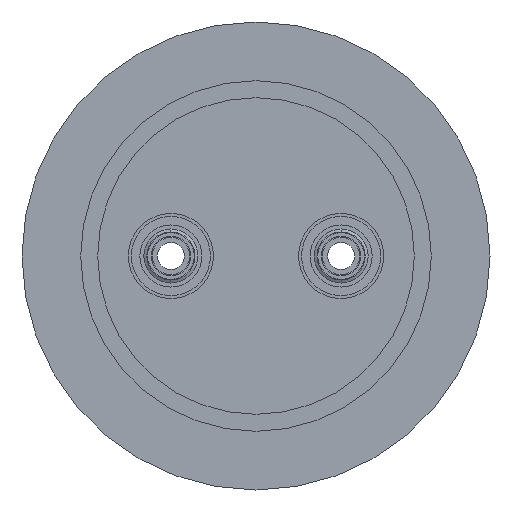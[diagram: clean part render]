
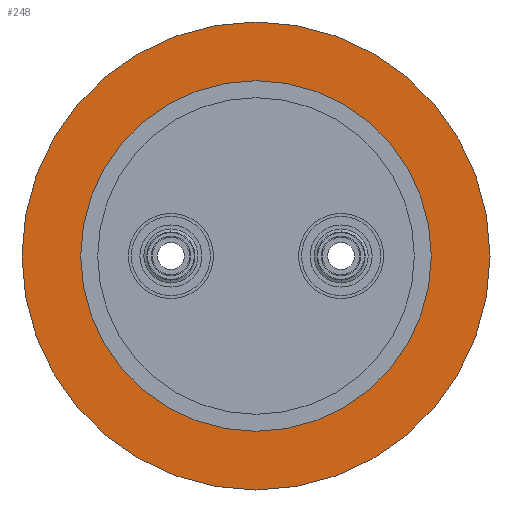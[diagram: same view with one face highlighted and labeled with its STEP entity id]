
A CAD part, left-side view. The second image highlights one B-rep face of the part: STEP entity #248.
In plain terms, the highlighted planar face has unit normal (-1, 0, 0).
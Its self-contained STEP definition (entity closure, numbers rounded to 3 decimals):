
#85 = EDGE_LOOP ( 'NONE', ( #1353, #1979 ) ) ;
#144 = FACE_BOUND ( 'NONE', #1321, .T. ) ;
#173 = CIRCLE ( 'NONE', #242, 20.6 ) ;
#178 = CARTESIAN_POINT ( 'NONE',  ( 0., 0., 0. ) ) ;
#202 = DIRECTION ( 'NONE',  ( -1., 0., 0. ) ) ;
#208 = DIRECTION ( 'NONE',  ( 0., 0., 1. ) ) ;
#242 = AXIS2_PLACEMENT_3D ( 'NONE', #1354, #927, #1357 ) ;
#248 = ADVANCED_FACE ( 'NONE', ( #144, #277 ), #648, .F. ) ;
#277 = FACE_OUTER_BOUND ( 'NONE', #85, .T. ) ;
#413 = ORIENTED_EDGE ( 'NONE', *, *, #419, .F. ) ;
#419 = EDGE_CURVE ( 'NONE', #1450, #1879, #1340, .T. ) ;
#427 = DIRECTION ( 'NONE',  ( -1., 0., 0. ) ) ;
#498 = DIRECTION ( 'NONE',  ( 1., 0., 0. ) ) ;
#520 = CARTESIAN_POINT ( 'NONE',  ( 0., 0., -20.6 ) ) ;
#648 = PLANE ( 'NONE',  #1370 ) ;
#655 = VERTEX_POINT ( 'NONE', #705 ) ;
#692 = CARTESIAN_POINT ( 'NONE',  ( 0., 0., 20.6 ) ) ;
#697 = AXIS2_PLACEMENT_3D ( 'NONE', #1994, #427, #1392 ) ;
#705 = CARTESIAN_POINT ( 'NONE',  ( 0., 0., 27.5 ) ) ;
#781 = CARTESIAN_POINT ( 'NONE',  ( 0., 0., -27.5 ) ) ;
#875 = CIRCLE ( 'NONE', #1367, 27.5 ) ;
#924 = AXIS2_PLACEMENT_3D ( 'NONE', #178, #202, #208 ) ;
#927 = DIRECTION ( 'NONE',  ( -1., 0., 0. ) ) ;
#963 = EDGE_CURVE ( 'NONE', #1069, #655, #875, .T. ) ;
#1069 = VERTEX_POINT ( 'NONE', #1694 ) ;
#1206 = EDGE_CURVE ( 'NONE', #1879, #1450, #173, .T. ) ;
#1293 = CIRCLE ( 'NONE', #924, 27.5 ) ;
#1320 = EDGE_CURVE ( 'NONE', #655, #1069, #1293, .T. ) ;
#1321 = EDGE_LOOP ( 'NONE', ( #413, #1327 ) ) ;
#1327 = ORIENTED_EDGE ( 'NONE', *, *, #1206, .F. ) ;
#1340 = CIRCLE ( 'NONE', #697, 20.6 ) ;
#1353 = ORIENTED_EDGE ( 'NONE', *, *, #1320, .T. ) ;
#1354 = CARTESIAN_POINT ( 'NONE',  ( 0., 0., 0. ) ) ;
#1357 = DIRECTION ( 'NONE',  ( 0., 0., 1. ) ) ;
#1367 = AXIS2_PLACEMENT_3D ( 'NONE', #1664, #1505, #1636 ) ;
#1370 = AXIS2_PLACEMENT_3D ( 'NONE', #781, #498, #1755 ) ;
#1392 = DIRECTION ( 'NONE',  ( 0., 0., 1. ) ) ;
#1450 = VERTEX_POINT ( 'NONE', #692 ) ;
#1505 = DIRECTION ( 'NONE',  ( -1., 0., 0. ) ) ;
#1636 = DIRECTION ( 'NONE',  ( 0., 0., 1. ) ) ;
#1664 = CARTESIAN_POINT ( 'NONE',  ( 0., 0., 0. ) ) ;
#1694 = CARTESIAN_POINT ( 'NONE',  ( 0., 0., -27.5 ) ) ;
#1755 = DIRECTION ( 'NONE',  ( 0., 0., -1. ) ) ;
#1879 = VERTEX_POINT ( 'NONE', #520 ) ;
#1979 = ORIENTED_EDGE ( 'NONE', *, *, #963, .T. ) ;
#1994 = CARTESIAN_POINT ( 'NONE',  ( 0., 0., 0. ) ) ;
